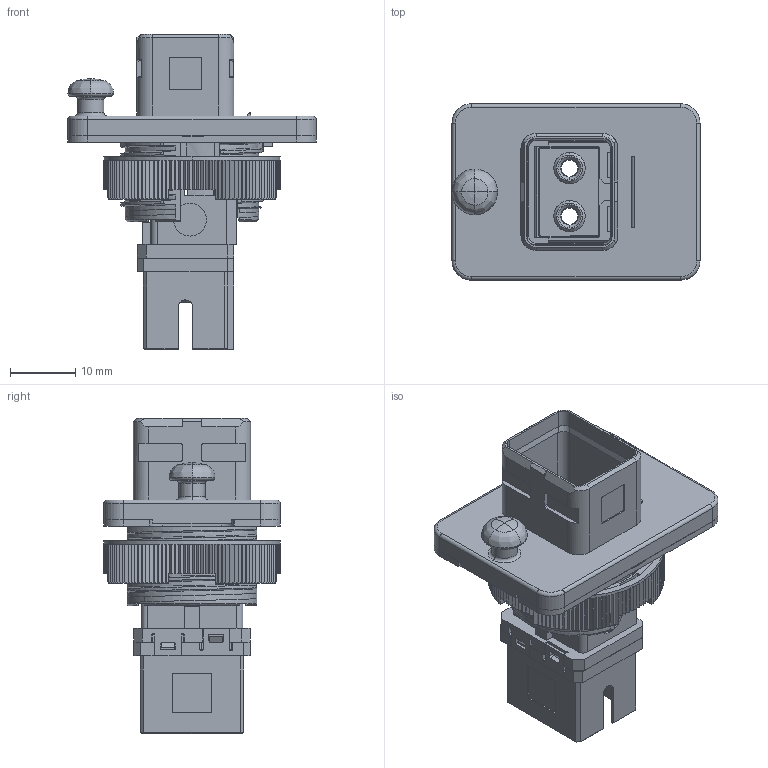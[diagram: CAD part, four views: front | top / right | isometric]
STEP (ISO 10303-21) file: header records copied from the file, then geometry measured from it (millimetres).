
FILE_DESCRIPTION(('CATIA V5 STEP Exchange','CAx-IF Rec.Pracs.--- Model Styling and Organization---1.4--- 2014-01-23'),'2;1');
FILE_NAME ('028648-3_0', '2022-05-23T09:31:46+00:00', ('none'), ('Weidmueller'), 'CATIA Version 5-6 Release 2016 SP3 HF44', 'CATIA V5 STEP AP214', 'none');
FILE_SCHEMA(('AUTOMOTIVE_DESIGN { 1 0 10303 214 1 1 1 1 }'));
Products named in the file (1): 1964470000
Bounding box: 38 x 27 x 48.26 mm (x, y, z)
Volume: 8850 mm3; surface area: 15445.3 mm2
Topology: 9 solids, 9 shells, 1600 faces, 4234 edges, 2680 vertices
Faces by surface type: plane 1036, cylinder 306, cone 136, bspline 60, torus 50, sphere 12
Entity records: 78701 total; most frequent: CARTESIAN_POINT 41579, ORIENTED_EDGE 8444, DIRECTION 6242, EDGE_CURVE 4222, VECTOR 2720, LINE 2720, VERTEX_POINT 2680, AXIS2_PLACEMENT_3D 1986
